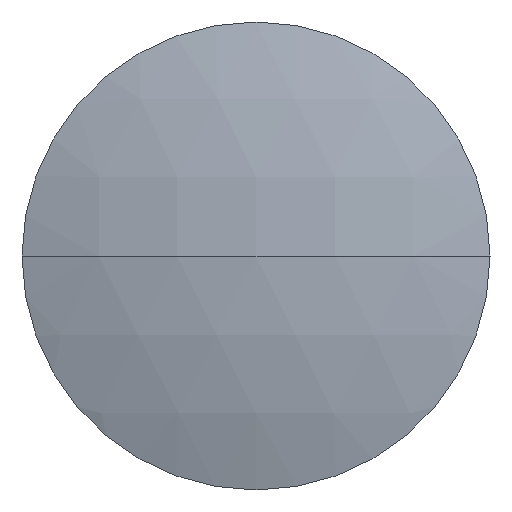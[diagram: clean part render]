
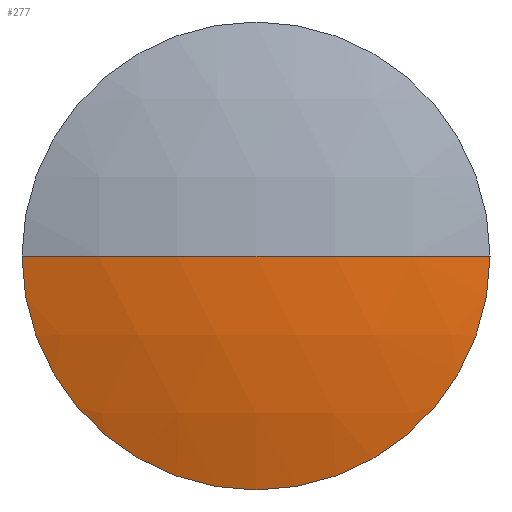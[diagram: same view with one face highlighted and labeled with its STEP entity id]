
A CAD part, left-side view. The second image highlights one B-rep face of the part: STEP entity #277.
In plain terms, the highlighted spherical face has radius 40.939 mm.
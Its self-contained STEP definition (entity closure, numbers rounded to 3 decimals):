
#2 = CARTESIAN_POINT ( 'NONE',  ( 123.286, 47.851, 0. ) ) ;
#19 = EDGE_LOOP ( 'NONE', ( #173, #93, #224 ) ) ;
#26 = DIRECTION ( 'NONE',  ( 0., 0., -1. ) ) ;
#30 = DIRECTION ( 'NONE',  ( 0., 1., 0. ) ) ;
#36 = FACE_OUTER_BOUND ( 'NONE', #19, .T. ) ;
#37 = VERTEX_POINT ( 'NONE', #142 ) ;
#42 = AXIS2_PLACEMENT_3D ( 'NONE', #97, #48, #290 ) ;
#48 = DIRECTION ( 'NONE',  ( -1., 0., 0. ) ) ;
#59 = EDGE_CURVE ( 'NONE', #86, #255, #141, .T. ) ;
#66 = SPHERICAL_SURFACE ( 'NONE', #170, 40.939 ) ;
#69 = DIRECTION ( 'NONE',  ( 0., 1., 0. ) ) ;
#70 = CIRCLE ( 'NONE', #179, 40.939 ) ;
#75 = CARTESIAN_POINT ( 'NONE',  ( 82.347, 47.851, 0. ) ) ;
#82 = DIRECTION ( 'NONE',  ( 1., 0., 0. ) ) ;
#86 = VERTEX_POINT ( 'NONE', #189 ) ;
#93 = ORIENTED_EDGE ( 'NONE', *, *, #59, .T. ) ;
#94 = EDGE_CURVE ( 'NONE', #37, #86, #285, .T. ) ;
#97 = CARTESIAN_POINT ( 'NONE',  ( 84.302, 47.851, 0. ) ) ;
#121 = DIRECTION ( 'NONE',  ( 0., 0., -1. ) ) ;
#141 = CIRCLE ( 'NONE', #159, 40.939 ) ;
#142 = CARTESIAN_POINT ( 'NONE',  ( 84.302, 60.351, 0. ) ) ;
#148 = EDGE_CURVE ( 'NONE', #37, #255, #70, .T. ) ;
#159 = AXIS2_PLACEMENT_3D ( 'NONE', #237, #121, #69 ) ;
#170 = AXIS2_PLACEMENT_3D ( 'NONE', #2, #26, #30 ) ;
#173 = ORIENTED_EDGE ( 'NONE', *, *, #94, .T. ) ;
#179 = AXIS2_PLACEMENT_3D ( 'NONE', #201, #225, #82 ) ;
#189 = CARTESIAN_POINT ( 'NONE',  ( 84.302, 35.351, 0. ) ) ;
#201 = CARTESIAN_POINT ( 'NONE',  ( 123.286, 47.851, 0. ) ) ;
#224 = ORIENTED_EDGE ( 'NONE', *, *, #148, .F. ) ;
#225 = DIRECTION ( 'NONE',  ( 0., 0., 1. ) ) ;
#237 = CARTESIAN_POINT ( 'NONE',  ( 123.286, 47.851, 0. ) ) ;
#255 = VERTEX_POINT ( 'NONE', #75 ) ;
#277 = ADVANCED_FACE ( 'NONE', ( #36 ), #66, .T. ) ;
#285 = CIRCLE ( 'NONE', #42, 12.5 ) ;
#290 = DIRECTION ( 'NONE',  ( 0., -1., 0. ) ) ;
